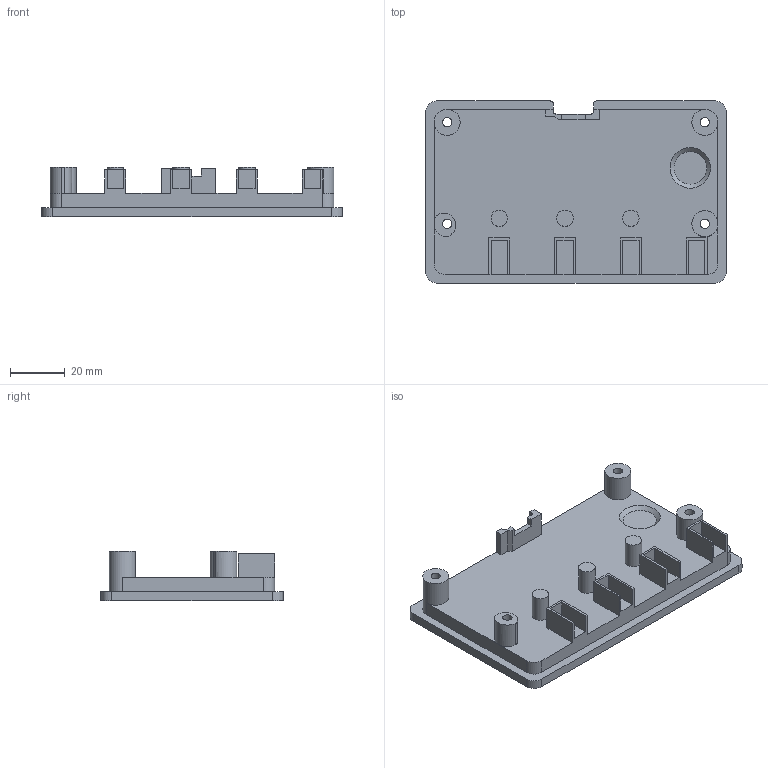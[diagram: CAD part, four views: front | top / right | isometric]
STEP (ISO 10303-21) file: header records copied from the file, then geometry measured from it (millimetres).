
FILE_DESCRIPTION(/* description */ (''),/* implementation_level */ '2;1');
FILE_NAME(/* name */ 'lid.step',/* time_stamp */ '2021-10-08T21:47:29-04:00',/* author */ (''),/* organization */ (''),/* preprocessor_version */ 'ST-DEVELOPER v18.1',/* originating_system */ 'Autodesk Translation Framework v10.10.0.1391',/* authorisation */ '');
FILE_SCHEMA (('AUTOMOTIVE_DESIGN { 1 0 10303 214 3 1 1 }'));
Length unit declared in the file: millimetre
Products named in the file (1): smart hub case v2
Bounding box: 109.6 x 66.4 x 18.2 mm (x, y, z)
Volume: 58441.5 mm3; surface area: 23617.9 mm2
Topology: 1 solids, 1 shells, 159 faces, 437 edges, 290 vertices
Faces by surface type: plane 106, cylinder 52, cone 1
Full cylindrical faces by diameter (mm): 3.4 x4, 6 x7, 9.5 x3
Entity records: 5103 total; most frequent: CARTESIAN_POINT 887, ORIENTED_EDGE 874, DIRECTION 872, EDGE_CURVE 437, LINE 322, VECTOR 322, VERTEX_POINT 290, AXIS2_PLACEMENT_3D 275
